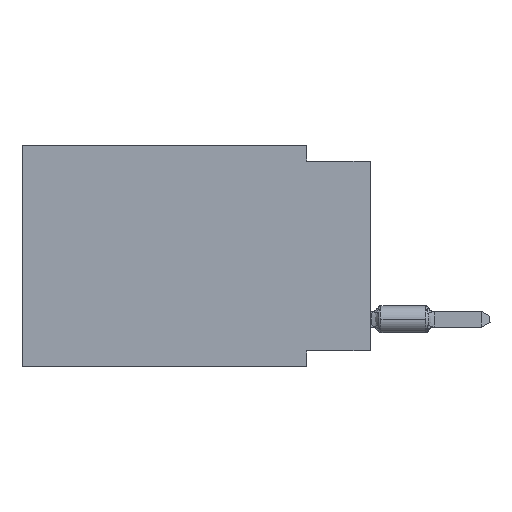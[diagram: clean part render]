
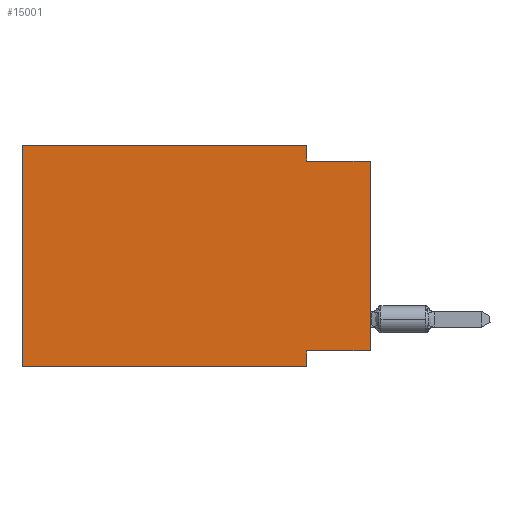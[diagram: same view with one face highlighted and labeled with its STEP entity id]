
A CAD part, left-side view. The second image highlights one B-rep face of the part: STEP entity #15001.
In plain terms, the highlighted planar face has unit normal (-1, 0, 0).
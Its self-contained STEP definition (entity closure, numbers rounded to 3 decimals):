
#160 = AXIS2_PLACEMENT_3D ( 'NONE', #679, #5152, #15759 ) ;
#678 = EDGE_CURVE ( 'NONE', #16557, #4980, #3697, .T. ) ;
#679 = CARTESIAN_POINT ( 'NONE',  ( 0., 13.97, 0. ) ) ;
#1371 = DIRECTION ( 'NONE',  ( 0., -1., 0. ) ) ;
#1447 = VECTOR ( 'NONE', #1371, 1000. ) ;
#2126 = CARTESIAN_POINT ( 'NONE',  ( 0., 13.97, -8.89 ) ) ;
#2996 = CARTESIAN_POINT ( 'NONE',  ( 0., 2.54, 0. ) ) ;
#3241 = LINE ( 'NONE', #11155, #6969 ) ;
#3317 = CARTESIAN_POINT ( 'NONE',  ( 0., 13.97, 0. ) ) ;
#3460 = LINE ( 'NONE', #15191, #19274 ) ;
#3697 = LINE ( 'NONE', #2126, #12318 ) ;
#3992 = DIRECTION ( 'NONE',  ( 0., -1., 0. ) ) ;
#4967 = DIRECTION ( 'NONE',  ( 0., 1., 0. ) ) ;
#4980 = VERTEX_POINT ( 'NONE', #17613 ) ;
#5152 = DIRECTION ( 'NONE',  ( 1., 0., 0. ) ) ;
#5809 = DIRECTION ( 'NONE',  ( 0., -1., 0. ) ) ;
#5848 = CARTESIAN_POINT ( 'NONE',  ( 0., 0., -0.635 ) ) ;
#5924 = VECTOR ( 'NONE', #12205, 1000. ) ;
#5936 = CARTESIAN_POINT ( 'NONE',  ( 0., 13.97, 0. ) ) ;
#6167 = LINE ( 'NONE', #10409, #5924 ) ;
#6698 = ORIENTED_EDGE ( 'NONE', *, *, #19224, .F. ) ;
#6969 = VECTOR ( 'NONE', #15358, 1000. ) ;
#7020 = LINE ( 'NONE', #13048, #7473 ) ;
#7075 = CARTESIAN_POINT ( 'NONE',  ( 0., 0., -8.255 ) ) ;
#7120 = ORIENTED_EDGE ( 'NONE', *, *, #15250, .F. ) ;
#7310 = CARTESIAN_POINT ( 'NONE',  ( 0., 13.97, -8.89 ) ) ;
#7446 = EDGE_CURVE ( 'NONE', #16557, #11334, #13590, .T. ) ;
#7473 = VECTOR ( 'NONE', #14963, 1000. ) ;
#7504 = EDGE_CURVE ( 'NONE', #15384, #4980, #6167, .T. ) ;
#7568 = EDGE_CURVE ( 'NONE', #17692, #19507, #18013, .T. ) ;
#8007 = ORIENTED_EDGE ( 'NONE', *, *, #7568, .F. ) ;
#8789 = VECTOR ( 'NONE', #5809, 1000. ) ;
#9515 = EDGE_CURVE ( 'NONE', #11869, #19507, #3241, .T. ) ;
#9539 = ORIENTED_EDGE ( 'NONE', *, *, #7504, .F. ) ;
#9708 = PLANE ( 'NONE',  #160 ) ;
#10352 = CARTESIAN_POINT ( 'NONE',  ( 0., 0., -0.635 ) ) ;
#10409 = CARTESIAN_POINT ( 'NONE',  ( 0., 2.54, -8.89 ) ) ;
#11155 = CARTESIAN_POINT ( 'NONE',  ( 0., 0., 0. ) ) ;
#11334 = VERTEX_POINT ( 'NONE', #3317 ) ;
#11547 = CARTESIAN_POINT ( 'NONE',  ( 0., 2.54, -8.255 ) ) ;
#11869 = VERTEX_POINT ( 'NONE', #7075 ) ;
#11906 = DIRECTION ( 'NONE',  ( 0., 0., 1. ) ) ;
#12205 = DIRECTION ( 'NONE',  ( 0., 0., -1. ) ) ;
#12251 = VECTOR ( 'NONE', #11906, 1000. ) ;
#12318 = VECTOR ( 'NONE', #3992, 1000. ) ;
#12421 = ORIENTED_EDGE ( 'NONE', *, *, #9515, .T. ) ;
#12510 = ORIENTED_EDGE ( 'NONE', *, *, #678, .T. ) ;
#13048 = CARTESIAN_POINT ( 'NONE',  ( 0., 2.54, 0. ) ) ;
#13459 = LINE ( 'NONE', #5936, #1447 ) ;
#13590 = LINE ( 'NONE', #16684, #12251 ) ;
#14891 = EDGE_LOOP ( 'NONE', ( #12421, #8007, #7120, #14986, #19414, #12510, #9539, #6698 ) ) ;
#14963 = DIRECTION ( 'NONE',  ( 0., 0., -1. ) ) ;
#14986 = ORIENTED_EDGE ( 'NONE', *, *, #15275, .F. ) ;
#15001 = ADVANCED_FACE ( 'NONE', ( #18832 ), #9708, .F. ) ;
#15191 = CARTESIAN_POINT ( 'NONE',  ( 0., 0., -8.255 ) ) ;
#15250 = EDGE_CURVE ( 'NONE', #18038, #17692, #7020, .T. ) ;
#15275 = EDGE_CURVE ( 'NONE', #11334, #18038, #13459, .T. ) ;
#15358 = DIRECTION ( 'NONE',  ( 0., 0., 1. ) ) ;
#15384 = VERTEX_POINT ( 'NONE', #11547 ) ;
#15759 = DIRECTION ( 'NONE',  ( 0., 0., -1. ) ) ;
#16557 = VERTEX_POINT ( 'NONE', #7310 ) ;
#16684 = CARTESIAN_POINT ( 'NONE',  ( 0., 13.97, 0. ) ) ;
#17613 = CARTESIAN_POINT ( 'NONE',  ( 0., 2.54, -8.89 ) ) ;
#17692 = VERTEX_POINT ( 'NONE', #18030 ) ;
#18013 = LINE ( 'NONE', #10352, #8789 ) ;
#18030 = CARTESIAN_POINT ( 'NONE',  ( 0., 2.54, -0.635 ) ) ;
#18038 = VERTEX_POINT ( 'NONE', #2996 ) ;
#18832 = FACE_OUTER_BOUND ( 'NONE', #14891, .T. ) ;
#19224 = EDGE_CURVE ( 'NONE', #11869, #15384, #3460, .T. ) ;
#19274 = VECTOR ( 'NONE', #4967, 1000. ) ;
#19414 = ORIENTED_EDGE ( 'NONE', *, *, #7446, .F. ) ;
#19507 = VERTEX_POINT ( 'NONE', #5848 ) ;
